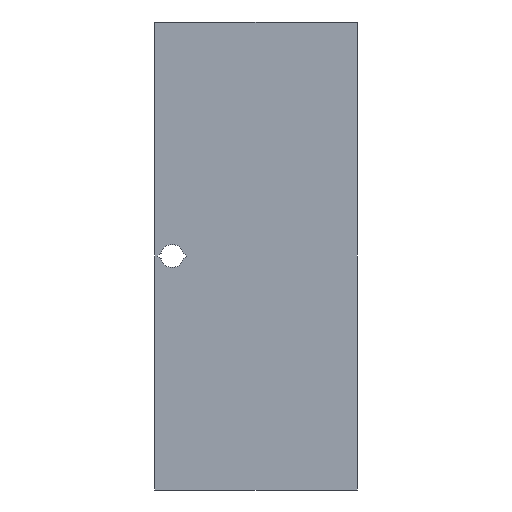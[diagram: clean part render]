
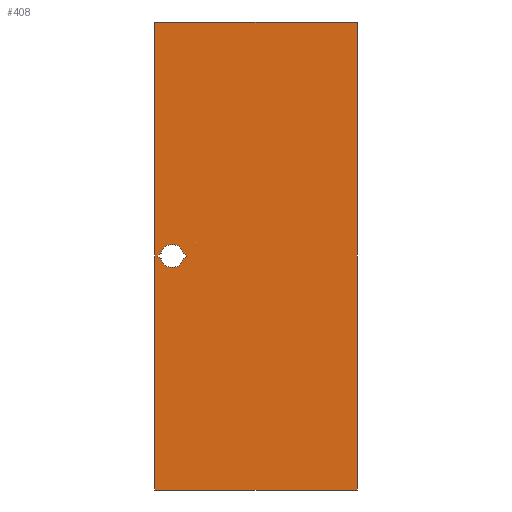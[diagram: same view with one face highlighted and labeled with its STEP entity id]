
A CAD part, front view. The second image highlights one B-rep face of the part: STEP entity #408.
In plain terms, the highlighted planar face has unit normal (0, -1, 0).
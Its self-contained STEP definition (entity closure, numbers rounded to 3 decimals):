
#18=FACE_BOUND('',#166,.T.);
#20=LINE('',#586,#62);
#23=LINE('',#591,#65);
#29=LINE('',#624,#71);
#32=LINE('',#629,#74);
#34=LINE('',#633,#76);
#36=LINE('',#639,#78);
#38=LINE('',#643,#80);
#40=LINE('',#647,#82);
#46=LINE('',#663,#88);
#54=LINE('',#678,#96);
#59=LINE('',#687,#101);
#60=LINE('',#689,#102);
#62=VECTOR('',#471,10.);
#65=VECTOR('',#476,10.);
#71=VECTOR('',#492,10.);
#74=VECTOR('',#497,10.);
#76=VECTOR('',#501,10.);
#78=VECTOR('',#509,10.);
#80=VECTOR('',#513,10.);
#82=VECTOR('',#517,10.);
#88=VECTOR('',#531,10.);
#96=VECTOR('',#543,10.);
#101=VECTOR('',#554,10.);
#102=VECTOR('',#557,10.);
#120=PLANE('',#459);
#142=FACE_OUTER_BOUND('',#165,.T.);
#165=EDGE_LOOP('',(#371,#372,#373,#374));
#166=EDGE_LOOP('',(#375,#376,#377,#378,#379,#380,#381,#382,#383,#384));
#171=CIRCLE('',#445,2.);
#172=CIRCLE('',#450,2.);
#187=VERTEX_POINT('',#583);
#188=VERTEX_POINT('',#585);
#189=VERTEX_POINT('',#589);
#198=VERTEX_POINT('',#621);
#199=VERTEX_POINT('',#623);
#200=VERTEX_POINT('',#627);
#201=VERTEX_POINT('',#631);
#202=VERTEX_POINT('',#635);
#203=VERTEX_POINT('',#641);
#204=VERTEX_POINT('',#645);
#209=VERTEX_POINT('',#660);
#210=VERTEX_POINT('',#662);
#215=VERTEX_POINT('',#677);
#216=VERTEX_POINT('',#685);
#224=EDGE_CURVE('',#188,#187,#20,.T.);
#227=EDGE_CURVE('',#187,#189,#23,.T.);
#239=EDGE_CURVE('',#199,#198,#29,.T.);
#242=EDGE_CURVE('',#189,#200,#32,.T.);
#244=EDGE_CURVE('',#200,#201,#34,.T.);
#246=EDGE_CURVE('',#201,#202,#171,.T.);
#247=EDGE_CURVE('',#202,#199,#36,.T.);
#249=EDGE_CURVE('',#198,#203,#38,.T.);
#251=EDGE_CURVE('',#203,#204,#40,.T.);
#252=EDGE_CURVE('',#204,#188,#172,.T.);
#258=EDGE_CURVE('',#209,#210,#46,.T.);
#266=EDGE_CURVE('',#210,#215,#54,.T.);
#271=EDGE_CURVE('',#216,#209,#59,.T.);
#272=EDGE_CURVE('',#215,#216,#60,.T.);
#371=ORIENTED_EDGE('',*,*,#258,.F.);
#372=ORIENTED_EDGE('',*,*,#271,.F.);
#373=ORIENTED_EDGE('',*,*,#272,.F.);
#374=ORIENTED_EDGE('',*,*,#266,.F.);
#375=ORIENTED_EDGE('',*,*,#239,.T.);
#376=ORIENTED_EDGE('',*,*,#249,.T.);
#377=ORIENTED_EDGE('',*,*,#251,.T.);
#378=ORIENTED_EDGE('',*,*,#252,.T.);
#379=ORIENTED_EDGE('',*,*,#224,.T.);
#380=ORIENTED_EDGE('',*,*,#227,.T.);
#381=ORIENTED_EDGE('',*,*,#242,.T.);
#382=ORIENTED_EDGE('',*,*,#244,.T.);
#383=ORIENTED_EDGE('',*,*,#246,.T.);
#384=ORIENTED_EDGE('',*,*,#247,.T.);
#408=ADVANCED_FACE('',(#142,#18),#120,.F.);
#445=AXIS2_PLACEMENT_3D('',#637,#505,#506);
#450=AXIS2_PLACEMENT_3D('',#649,#520,#521);
#459=AXIS2_PLACEMENT_3D('',#690,#558,#559);
#471=DIRECTION('',(1.,0.,0.));
#476=DIRECTION('',(0.707,0.,-0.707));
#492=DIRECTION('',(-0.707,0.,0.707));
#497=DIRECTION('',(-0.707,0.,-0.707));
#501=DIRECTION('',(-1.,0.,0.));
#505=DIRECTION('center_axis',(0.,1.,0.));
#506=DIRECTION('ref_axis',(1.,0.,0.));
#509=DIRECTION('',(-1.,0.,0.));
#513=DIRECTION('',(0.707,0.,0.707));
#517=DIRECTION('',(1.,0.,0.));
#520=DIRECTION('center_axis',(0.,1.,0.));
#521=DIRECTION('ref_axis',(1.,0.,0.));
#531=DIRECTION('',(0.,0.,1.));
#543=DIRECTION('',(1.,0.,0.));
#554=DIRECTION('',(-1.,0.,0.));
#557=DIRECTION('',(0.,0.,-1.));
#558=DIRECTION('center_axis',(0.,1.,0.));
#559=DIRECTION('ref_axis',(0.,0.,1.));
#583=CARTESIAN_POINT('',(-12.5,0.,0.5));
#585=CARTESIAN_POINT('',(-12.564,0.,0.5));
#586=CARTESIAN_POINT('',(-6.25,0.,0.5));
#589=CARTESIAN_POINT('',(-12.,0.,0.));
#591=CARTESIAN_POINT('',(-9.,0.,-3.));
#621=CARTESIAN_POINT('',(-17.,0.,0.));
#623=CARTESIAN_POINT('',(-16.5,0.,-0.5));
#624=CARTESIAN_POINT('',(-12.75,0.,-4.25));
#627=CARTESIAN_POINT('',(-12.5,0.,-0.5));
#629=CARTESIAN_POINT('',(-9.25,0.,2.75));
#631=CARTESIAN_POINT('',(-12.564,0.,-0.5));
#633=CARTESIAN_POINT('',(-6.282,0.,-0.5));
#635=CARTESIAN_POINT('',(-16.436,0.,-0.5));
#637=CARTESIAN_POINT('Origin',(-14.5,0.,0.));
#639=CARTESIAN_POINT('',(-8.25,0.,-0.5));
#641=CARTESIAN_POINT('',(-16.5,0.,0.5));
#643=CARTESIAN_POINT('',(-12.5,0.,4.5));
#645=CARTESIAN_POINT('',(-16.436,0.,0.5));
#647=CARTESIAN_POINT('',(-8.218,0.,0.5));
#649=CARTESIAN_POINT('Origin',(-14.5,0.,0.));
#660=CARTESIAN_POINT('',(-17.5,0.,-40.5));
#662=CARTESIAN_POINT('',(-17.5,0.,40.5));
#663=CARTESIAN_POINT('',(-17.5,0.,-40.5));
#677=CARTESIAN_POINT('',(17.5,0.,40.5));
#678=CARTESIAN_POINT('',(-17.5,0.,40.5));
#685=CARTESIAN_POINT('',(17.5,0.,-40.5));
#687=CARTESIAN_POINT('',(17.5,0.,-40.5));
#689=CARTESIAN_POINT('',(17.5,0.,40.5));
#690=CARTESIAN_POINT('Origin',(0.,0.,0.));
